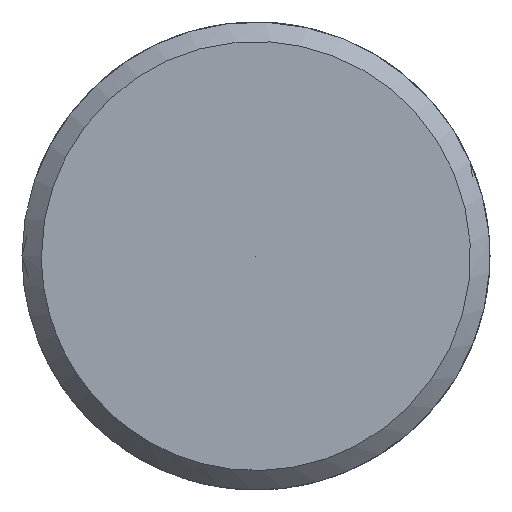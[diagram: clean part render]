
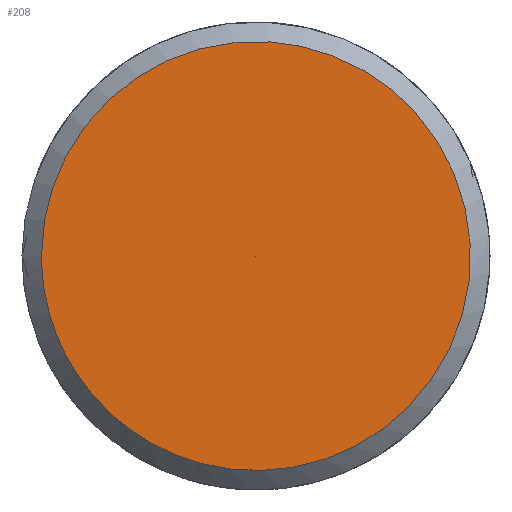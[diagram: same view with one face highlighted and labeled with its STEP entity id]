
A CAD part, left-side view. The second image highlights one B-rep face of the part: STEP entity #208.
In plain terms, the highlighted free-form (B-spline) face has degree [5, 1] with [6, 2] control points.
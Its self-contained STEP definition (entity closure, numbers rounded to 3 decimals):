
#174 = CARTESIAN_POINT ('', (-64., 2.75, 0.));
#175 = VERTEX_POINT ('', #174);
#176 = CARTESIAN_POINT ('', (-64., 0., 0.));
#177 = VERTEX_POINT ('', #176);
#178 = CARTESIAN_POINT ('', (-64., 2.75, 0.));
#179 = CARTESIAN_POINT ('', (-64., 0., 0.));
#180 = B_SPLINE_CURVE_WITH_KNOTS ('', 1, (#178, #179), .UNSPECIFIED., .F., .U., (2, 2), (0., 1.), .UNSPECIFIED.);
#181 = EDGE_CURVE ('', #175, #177, #180, .T.);
#182 = ORIENTED_EDGE ('', *, *, #181, .F.);
#183 = CARTESIAN_POINT ('', (-64., 2.75, 0.));
#184 = CARTESIAN_POINT ('', (-64., 2.75, 11.));
#185 = CARTESIAN_POINT ('', (-64., -8.25, 5.5));
#186 = CARTESIAN_POINT ('', (-64., -8.25, -5.5));
#187 = CARTESIAN_POINT ('', (-64., 2.75, -11.));
#188 = CARTESIAN_POINT ('', (-64., 2.75, 0.));
#189 = (
   BOUNDED_CURVE ()
   B_SPLINE_CURVE (5, (#183, #184, #185, #186, #187, #188), .UNSPECIFIED., .T., .U.)
   B_SPLINE_CURVE_WITH_KNOTS ((6, 6), (0., 1.), .UNSPECIFIED.)
   CURVE ()
   GEOMETRIC_REPRESENTATION_ITEM ()
   RATIONAL_B_SPLINE_CURVE ((5., 1., 1., 1., 1., 5.))
   REPRESENTATION_ITEM ('')
);
#190 = EDGE_CURVE ('', #175, #175, #189, .T.);
#191 = ORIENTED_EDGE ('', *, *, #190, .T.);
#192 = ORIENTED_EDGE ('', *, *, #181, .T.);
#193 = EDGE_LOOP ('', (#182, #191, #192));
#194 = FACE_OUTER_BOUND ('', #193, .F.);
#195 = CARTESIAN_POINT ('', (-64., 2.75, 0.));
#196 = CARTESIAN_POINT ('', (-64., 0., 0.));
#197 = CARTESIAN_POINT ('', (-64., 2.75, 11.));
#198 = CARTESIAN_POINT ('', (-64., 0., 0.));
#199 = CARTESIAN_POINT ('', (-64., -8.25, 5.5));
#200 = CARTESIAN_POINT ('', (-64., 0., 0.));
#201 = CARTESIAN_POINT ('', (-64., -8.25, -5.5));
#202 = CARTESIAN_POINT ('', (-64., 0., 0.));
#203 = CARTESIAN_POINT ('', (-64., 2.75, -11.));
#204 = CARTESIAN_POINT ('', (-64., 0., 0.));
#205 = CARTESIAN_POINT ('', (-64., 2.75, 0.));
#206 = CARTESIAN_POINT ('', (-64., 0., 0.));
#207 = (
   BOUNDED_SURFACE ()
   B_SPLINE_SURFACE (5, 1, ((#195, #196), (#197, #198), (#199, #200), (#201, #202), (#203, #204), (#205, #206)), .UNSPECIFIED., .T., .F., .U.)
   B_SPLINE_SURFACE_WITH_KNOTS ((6, 6), (2, 2), (0., 1.), (0., 1.), .UNSPECIFIED.)
   SURFACE ()
   GEOMETRIC_REPRESENTATION_ITEM ()
   RATIONAL_B_SPLINE_SURFACE (((5., 5.), (1., 1.), (1., 1.), (1., 1.), (1., 1.), (5., 5.)))
   REPRESENTATION_ITEM ('')
);
#208 = ADVANCED_FACE ('', (#194), #207, .F.);
